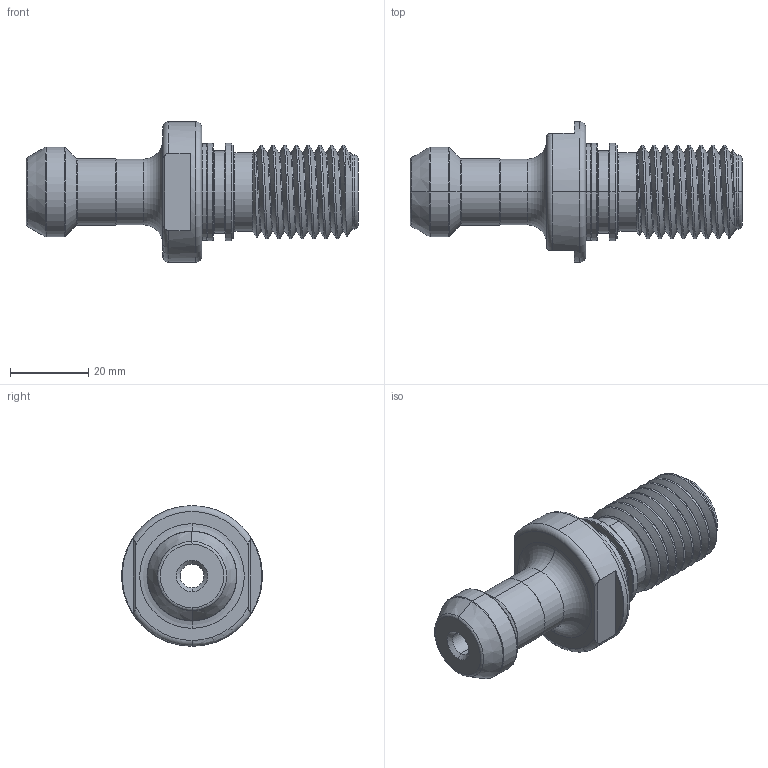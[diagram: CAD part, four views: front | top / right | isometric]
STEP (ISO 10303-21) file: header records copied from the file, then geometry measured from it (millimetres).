
FILE_DESCRIPTION (( 'STEP AP203' ), '1' );
FILE_NAME ('506.20.45.STEP', '2020-04-03T00:52:13', ( 'User' ), ( 'China' ), 'SwSTEP 2.0', 'SolidWorks 2016', '' );
FILE_SCHEMA (( 'CONFIG_CONTROL_DESIGN' ));
Length unit declared in the file: millimetre
Products named in the file (1): 506.20.45
Bounding box: 85 x 36 x 36 mm (x, y, z)
Volume: 32188.8 mm3; surface area: 10896.6 mm2
Topology: 1 solids, 1 shells, 108 faces, 249 edges, 149 vertices
Faces by surface type: cylinder 38, torus 31, cone 21, plane 15, bspline 3
Entity records: 7993 total; most frequent: CARTESIAN_POINT 5528, DIRECTION 521, ORIENTED_EDGE 498, EDGE_CURVE 249, AXIS2_PLACEMENT_3D 227, VERTEX_POINT 149, CIRCLE 121, EDGE_LOOP 116
